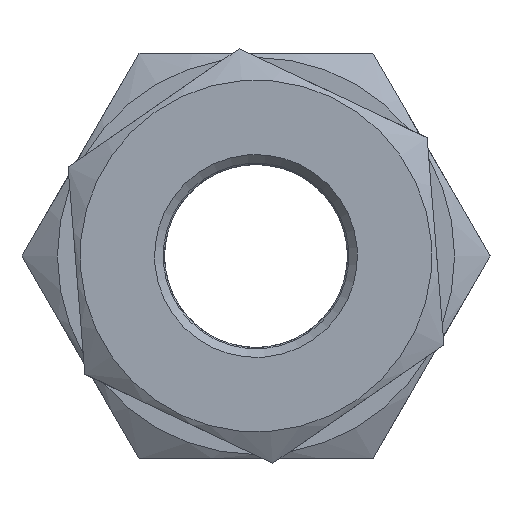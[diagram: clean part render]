
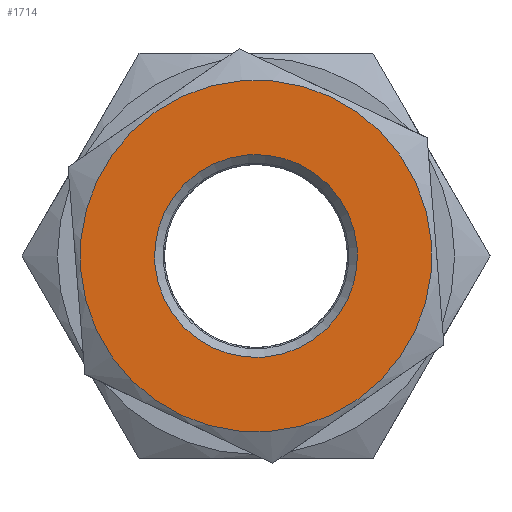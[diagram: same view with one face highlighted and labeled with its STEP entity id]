
A CAD part, left-side view. The second image highlights one B-rep face of the part: STEP entity #1714.
In plain terms, the highlighted planar face has unit normal (-1, 0, 0).
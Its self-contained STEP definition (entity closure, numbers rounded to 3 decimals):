
#1683=CARTESIAN_POINT('',(0.,-3.575,0.));
#1684=VERTEX_POINT('',#1683);
#1685=CARTESIAN_POINT('',(0.,0.,0.0));
#1686=DIRECTION('',(-1.0,0.0,0.0));
#1687=DIRECTION('',(0.0,1.0,0.0));
#1688=AXIS2_PLACEMENT_3D('',#1685,#1686,#1687);
#1689=CIRCLE('',#1688,3.575);
#1690=EDGE_CURVE('',#1684,#1684,#1689,.T.);
#1695=CARTESIAN_POINT('',(0.0,3.1,0.0));
#1696=DIRECTION('',(-1.0,0.0,0.0));
#1697=DIRECTION('',(0.0,0.0,1.0));
#1698=AXIS2_PLACEMENT_3D('',#1695,#1696,#1697);
#1699=PLANE('',#1698);
#1700=CARTESIAN_POINT('',(0.0,6.2,0.0));
#1701=VERTEX_POINT('',#1700);
#1702=CARTESIAN_POINT('',(0.,0.,0.0));
#1703=DIRECTION('',(1.0,0.0,0.0));
#1704=DIRECTION('',(0.0,1.0,0.0));
#1705=AXIS2_PLACEMENT_3D('',#1702,#1703,#1704);
#1706=CIRCLE('',#1705,6.2);
#1707=EDGE_CURVE('',#1701,#1701,#1706,.T.);
#1708=ORIENTED_EDGE('',*,*,#1707,.F.);
#1709=EDGE_LOOP('',(#1708));
#1710=FACE_OUTER_BOUND('',#1709,.T.);
#1711=ORIENTED_EDGE('',*,*,#1690,.F.);
#1712=EDGE_LOOP('',(#1711));
#1713=FACE_BOUND('',#1712,.T.);
#1714=ADVANCED_FACE('',(#1710,#1713),#1699,.T.);
